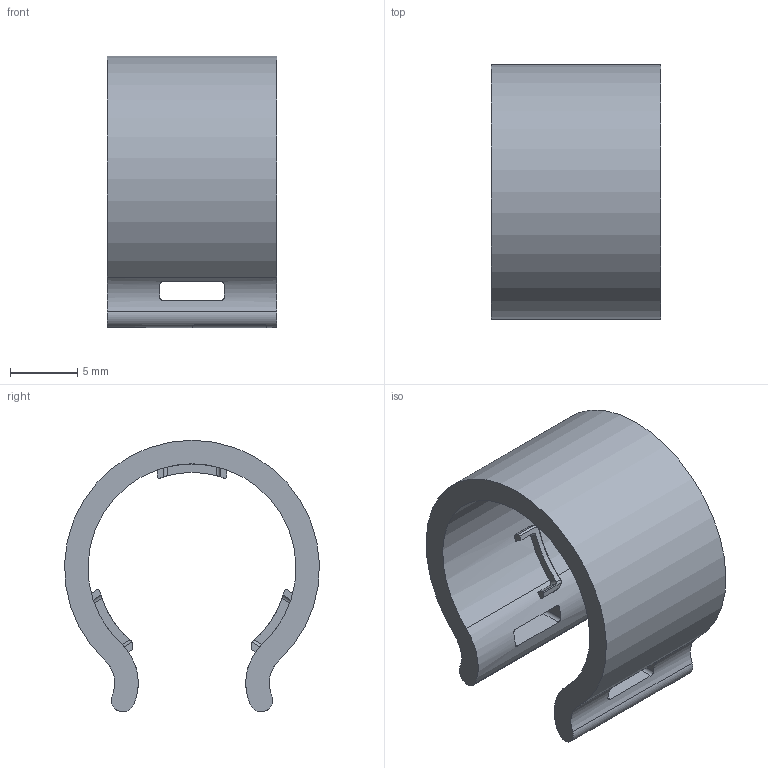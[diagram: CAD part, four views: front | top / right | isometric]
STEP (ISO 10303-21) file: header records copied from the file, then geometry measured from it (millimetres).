
FILE_DESCRIPTION(/* description */ (''),/* implementation_level */ '2;1');
FILE_NAME(/* name */ '08-0216-000-000-001.stp',/* time_stamp */ '2021-05-07T06:32:00+02:00',/* author */ (''),/* organization */ (''),/* preprocessor_version */ 'ST-DEVELOPER v16',/* originating_system */ 'SIEMENS PLM Software NX 11.0',/* authorisation */ '');
FILE_SCHEMA (('AUTOMOTIVE_DESIGN { 1 0 10303 214 3 1 1 1 }'));
Length unit declared in the file: millimetre
Products named in the file (1): shol091848EApz2v
Bounding box: 12.6 x 18.99 x 20.23 mm (x, y, z)
Volume: 1093.7 mm3; surface area: 1526.7 mm2
Topology: 1 solids, 1 shells, 108 faces, 293 edges, 190 vertices
Faces by surface type: plane 52, cylinder 43, bspline 8, cone 5
Entity records: 4143 total; most frequent: CARTESIAN_POINT 1488, ORIENTED_EDGE 586, DIRECTION 484, EDGE_CURVE 293, VERTEX_POINT 190, AXIS2_PLACEMENT_3D 172, LINE 140, VECTOR 140
